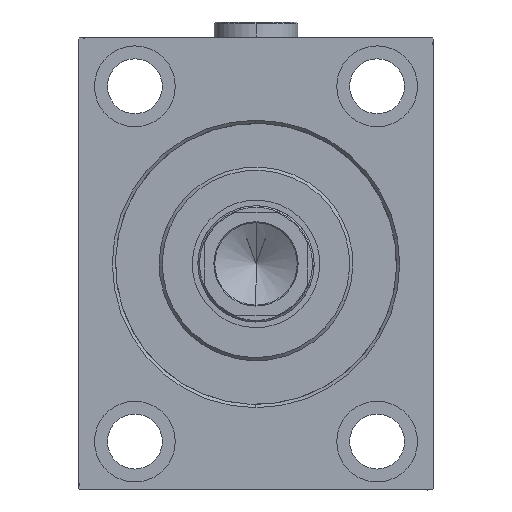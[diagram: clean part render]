
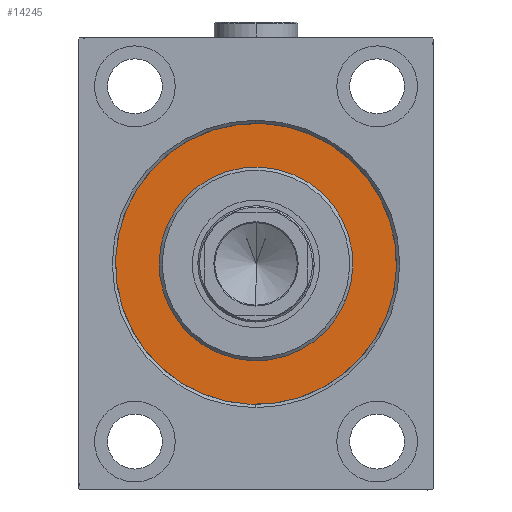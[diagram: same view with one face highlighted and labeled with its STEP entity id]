
A CAD part, left-side view. The second image highlights one B-rep face of the part: STEP entity #14245.
In plain terms, the highlighted face is planar.
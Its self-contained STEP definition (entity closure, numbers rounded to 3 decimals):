
#2002 = PLANE ( 'NONE',  #34403 ) ;
#2418 = CARTESIAN_POINT ( 'NONE',  ( 0., 0., 0. ) ) ;
#2666 = VERTEX_POINT ( 'NONE', #30282 ) ;
#4827 = CARTESIAN_POINT ( 'NONE',  ( 0., 0., 0. ) ) ;
#5465 = AXIS2_PLACEMENT_3D ( 'NONE', #2418, #44345, #9504 ) ;
#6113 = FACE_BOUND ( 'NONE', #6203, .T. ) ;
#6203 = EDGE_LOOP ( 'NONE', ( #13702, #6304 ) ) ;
#6304 = ORIENTED_EDGE ( 'NONE', *, *, #43774, .F. ) ;
#8044 = EDGE_CURVE ( 'NONE', #43904, #2666, #45294, .T. ) ;
#9090 = DIRECTION ( 'NONE',  ( 0., 0., 1. ) ) ;
#9504 = DIRECTION ( 'NONE',  ( 0., 0., -1. ) ) ;
#9609 = DIRECTION ( 'NONE',  ( 0., 0., 1. ) ) ;
#11020 = ORIENTED_EDGE ( 'NONE', *, *, #8044, .F. ) ;
#11616 = AXIS2_PLACEMENT_3D ( 'NONE', #13049, #41013, #9609 ) ;
#13049 = CARTESIAN_POINT ( 'NONE',  ( 0., 0., 0. ) ) ;
#13257 = DIRECTION ( 'NONE',  ( 0., 0., 1. ) ) ;
#13702 = ORIENTED_EDGE ( 'NONE', *, *, #28370, .F. ) ;
#13716 = CIRCLE ( 'NONE', #42230, 30. ) ;
#14245 = ADVANCED_FACE ( 'NONE', ( #6113, #19879 ), #2002, .F. ) ;
#16459 = CARTESIAN_POINT ( 'NONE',  ( 0., 0., 43.5 ) ) ;
#19037 = DIRECTION ( 'NONE',  ( 1., 0., 0. ) ) ;
#19879 = FACE_OUTER_BOUND ( 'NONE', #35738, .T. ) ;
#22246 = DIRECTION ( 'NONE',  ( 0., 0., -1. ) ) ;
#22936 = ORIENTED_EDGE ( 'NONE', *, *, #29914, .F. ) ;
#27474 = CARTESIAN_POINT ( 'NONE',  ( 0., 0., 0. ) ) ;
#28114 = CIRCLE ( 'NONE', #41285, 43.5 ) ;
#28370 = EDGE_CURVE ( 'NONE', #29949, #33925, #30381, .T. ) ;
#29745 = DIRECTION ( 'NONE',  ( -1., 0., 0. ) ) ;
#29914 = EDGE_CURVE ( 'NONE', #2666, #43904, #28114, .T. ) ;
#29949 = VERTEX_POINT ( 'NONE', #42557 ) ;
#30282 = CARTESIAN_POINT ( 'NONE',  ( 0., 0., -43.5 ) ) ;
#30381 = CIRCLE ( 'NONE', #5465, 30. ) ;
#33925 = VERTEX_POINT ( 'NONE', #38625 ) ;
#34403 = AXIS2_PLACEMENT_3D ( 'NONE', #40957, #29745, #9090 ) ;
#35738 = EDGE_LOOP ( 'NONE', ( #22936, #11020 ) ) ;
#38625 = CARTESIAN_POINT ( 'NONE',  ( 0., 0., -30. ) ) ;
#40957 = CARTESIAN_POINT ( 'NONE',  ( 0., 0., 0. ) ) ;
#41013 = DIRECTION ( 'NONE',  ( -1., 0., 0. ) ) ;
#41285 = AXIS2_PLACEMENT_3D ( 'NONE', #27474, #41885, #13257 ) ;
#41885 = DIRECTION ( 'NONE',  ( -1., 0., 0. ) ) ;
#42230 = AXIS2_PLACEMENT_3D ( 'NONE', #4827, #19037, #22246 ) ;
#42557 = CARTESIAN_POINT ( 'NONE',  ( 0., 0., 30. ) ) ;
#43774 = EDGE_CURVE ( 'NONE', #33925, #29949, #13716, .T. ) ;
#43904 = VERTEX_POINT ( 'NONE', #16459 ) ;
#44345 = DIRECTION ( 'NONE',  ( 1., 0., 0. ) ) ;
#45294 = CIRCLE ( 'NONE', #11616, 43.5 ) ;
